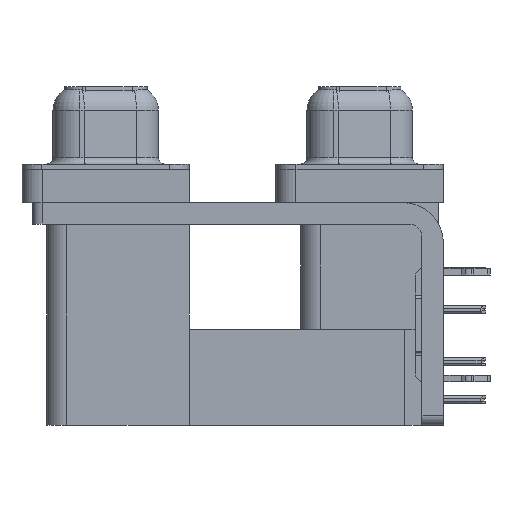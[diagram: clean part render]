
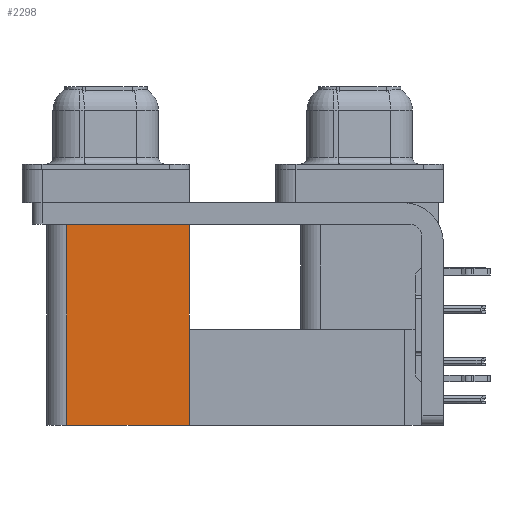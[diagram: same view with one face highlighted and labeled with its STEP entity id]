
A CAD part, left-side view. The second image highlights one B-rep face of the part: STEP entity #2298.
In plain terms, the highlighted planar face has unit normal (-1, 0, 0).
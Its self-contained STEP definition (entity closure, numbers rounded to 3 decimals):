
#330 = CARTESIAN_POINT ( 'NONE',  ( 3.765, 21.975, -2.5 ) ) ;
#1334 = ORIENTED_EDGE ( 'NONE', *, *, #10648, .F. ) ;
#1955 = FACE_OUTER_BOUND ( 'NONE', #14544, .T. ) ;
#2298 = ADVANCED_FACE ( 'NONE', ( #1955 ), #13934, .F. ) ;
#3953 = ORIENTED_EDGE ( 'NONE', *, *, #20290, .T. ) ;
#6170 = AXIS2_PLACEMENT_3D ( 'NONE', #37316, #29797, #9758 ) ;
#7034 = CARTESIAN_POINT ( 'NONE',  ( 3.765, 12.775, -19.2 ) ) ;
#8343 = LINE ( 'NONE', #17217, #50848 ) ;
#8961 = LINE ( 'NONE', #40703, #16018 ) ;
#9327 = CARTESIAN_POINT ( 'NONE',  ( 3.765, 21.975, -19.2 ) ) ;
#9506 = CARTESIAN_POINT ( 'NONE',  ( 3.765, 12.775, -2.5 ) ) ;
#9758 = DIRECTION ( 'NONE',  ( 0., 0., -1. ) ) ;
#10648 = EDGE_CURVE ( 'NONE', #26108, #20492, #28859, .T. ) ;
#11705 = VERTEX_POINT ( 'NONE', #7034 ) ;
#13398 = DIRECTION ( 'NONE',  ( 0., 0., 1. ) ) ;
#13934 = PLANE ( 'NONE',  #6170 ) ;
#14544 = EDGE_LOOP ( 'NONE', ( #35065, #1334, #43149, #3953 ) ) ;
#16018 = VECTOR ( 'NONE', #13398, 1000. ) ;
#17217 = CARTESIAN_POINT ( 'NONE',  ( 3.765, 12.775, -19.2 ) ) ;
#18064 = VECTOR ( 'NONE', #48614, 1000. ) ;
#19149 = EDGE_CURVE ( 'NONE', #11705, #26108, #8343, .T. ) ;
#20290 = EDGE_CURVE ( 'NONE', #11705, #21225, #8961, .T. ) ;
#20492 = VERTEX_POINT ( 'NONE', #330 ) ;
#21225 = VERTEX_POINT ( 'NONE', #46288 ) ;
#26108 = VERTEX_POINT ( 'NONE', #34404 ) ;
#28859 = LINE ( 'NONE', #9327, #18064 ) ;
#29292 = DIRECTION ( 'NONE',  ( 0., 1., 0. ) ) ;
#29797 = DIRECTION ( 'NONE',  ( 1., 0., 0. ) ) ;
#33707 = EDGE_CURVE ( 'NONE', #21225, #20492, #40723, .T. ) ;
#34404 = CARTESIAN_POINT ( 'NONE',  ( 3.765, 21.975, -19.2 ) ) ;
#35065 = ORIENTED_EDGE ( 'NONE', *, *, #33707, .T. ) ;
#36953 = DIRECTION ( 'NONE',  ( 0., 1., 0. ) ) ;
#37316 = CARTESIAN_POINT ( 'NONE',  ( 3.765, 12.775, -19.2 ) ) ;
#39960 = VECTOR ( 'NONE', #29292, 1000. ) ;
#40703 = CARTESIAN_POINT ( 'NONE',  ( 3.765, 12.775, -19.2 ) ) ;
#40723 = LINE ( 'NONE', #9506, #39960 ) ;
#43149 = ORIENTED_EDGE ( 'NONE', *, *, #19149, .F. ) ;
#46288 = CARTESIAN_POINT ( 'NONE',  ( 3.765, 12.775, -2.5 ) ) ;
#48614 = DIRECTION ( 'NONE',  ( 0., 0., 1. ) ) ;
#50848 = VECTOR ( 'NONE', #36953, 1000. ) ;
